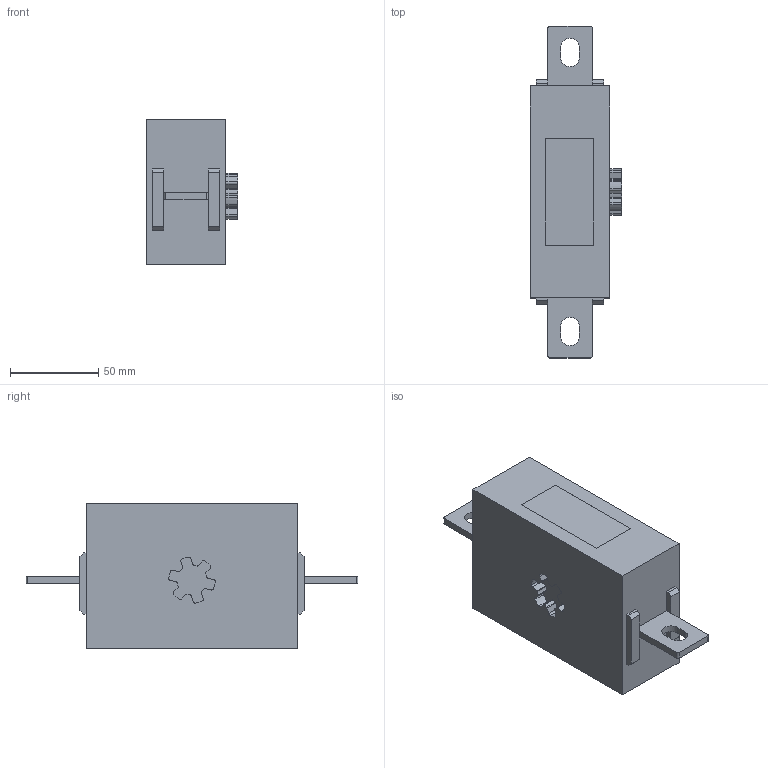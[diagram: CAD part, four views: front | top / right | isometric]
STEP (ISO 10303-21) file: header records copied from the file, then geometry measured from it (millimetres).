
FILE_DESCRIPTION(/* description */ (''),/* implementation_level */ '2;1');
FILE_NAME(/* name */ '3d_GLX303.stp',/* time_stamp */ '2021-05-06T14:30:02+02:00',/* author */ ('Andrzej'),/* organization */ (''),/* preprocessor_version */ 'ST-DEVELOPER v16.13',/* originating_system */ 'AutoCAD Mechanical',/* authorisation */ '');
FILE_SCHEMA (('AUTOMOTIVE_DESIGN { 1 0 10303 214 3 1 1 }'));
Length unit declared in the file: millimetre
Products named in the file (1): Product
Bounding box: 51.75 x 188 x 82.4 mm (x, y, z)
Volume: 453708.3 mm3; surface area: 44098.4 mm2
Topology: 1 solids, 1 shells, 163 faces, 460 edges, 304 vertices
Faces by surface type: plane 83, cylinder 80
Entity records: 5341 total; most frequent: DIRECTION 948, CARTESIAN_POINT 928, ORIENTED_EDGE 920, EDGE_CURVE 460, AXIS2_PLACEMENT_3D 324, VERTEX_POINT 304, LINE 300, VECTOR 300
